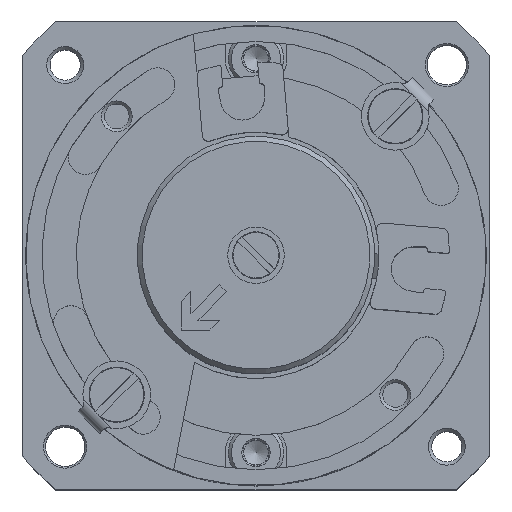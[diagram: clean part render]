
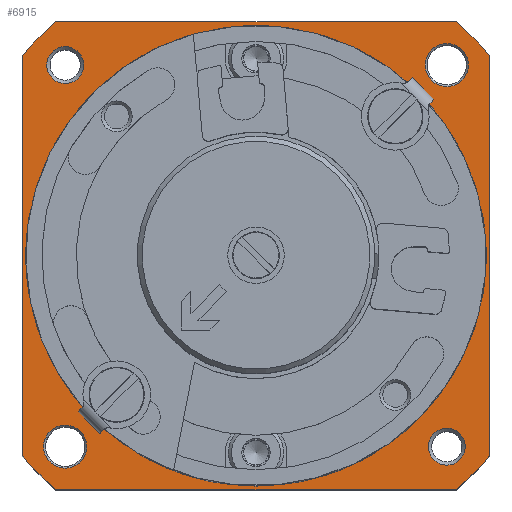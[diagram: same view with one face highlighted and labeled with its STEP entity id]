
A CAD part, top view. The second image highlights one B-rep face of the part: STEP entity #6915.
In plain terms, the highlighted face is planar.
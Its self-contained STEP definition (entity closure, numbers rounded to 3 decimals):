
#112=PLANE('',#7553);
#349=LINE('',#10981,#830);
#353=LINE('',#10997,#834);
#357=LINE('',#11013,#838);
#361=LINE('',#11029,#842);
#830=VECTOR('',#8555,1000.);
#834=VECTOR('',#8571,1000.);
#838=VECTOR('',#8587,1000.);
#842=VECTOR('',#8603,1000.);
#1403=CIRCLE('',#7484,18.7);
#1428=CIRCLE('',#7534,25.);
#1432=CIRCLE('',#7540,25.);
#1436=CIRCLE('',#7546,25.);
#1440=CIRCLE('',#7552,25.);
#1441=CIRCLE('',#7554,1.5);
#1442=CIRCLE('',#7555,1.75);
#1443=CIRCLE('',#7556,1.75);
#1444=CIRCLE('',#7557,1.5);
#1949=ORIENTED_EDGE('',*,*,#3807,.F.);
#1950=ORIENTED_EDGE('',*,*,#3895,.T.);
#1951=ORIENTED_EDGE('',*,*,#3896,.F.);
#1952=ORIENTED_EDGE('',*,*,#3897,.T.);
#1953=ORIENTED_EDGE('',*,*,#3898,.T.);
#1954=ORIENTED_EDGE('',*,*,#3867,.F.);
#1955=ORIENTED_EDGE('',*,*,#3894,.F.);
#1956=ORIENTED_EDGE('',*,*,#3891,.F.);
#1957=ORIENTED_EDGE('',*,*,#3886,.F.);
#1958=ORIENTED_EDGE('',*,*,#3883,.F.);
#1959=ORIENTED_EDGE('',*,*,#3878,.F.);
#1960=ORIENTED_EDGE('',*,*,#3875,.F.);
#1961=ORIENTED_EDGE('',*,*,#3870,.F.);
#3807=EDGE_CURVE('',#4762,#4762,#1403,.F.);
#3867=EDGE_CURVE('',#4810,#4811,#349,.T.);
#3870=EDGE_CURVE('',#4811,#4813,#1428,.T.);
#3875=EDGE_CURVE('',#4813,#4817,#353,.T.);
#3878=EDGE_CURVE('',#4817,#4819,#1432,.T.);
#3883=EDGE_CURVE('',#4819,#4823,#357,.T.);
#3886=EDGE_CURVE('',#4823,#4825,#1436,.T.);
#3891=EDGE_CURVE('',#4825,#4829,#361,.T.);
#3894=EDGE_CURVE('',#4829,#4810,#1440,.T.);
#3895=EDGE_CURVE('',#4830,#4830,#1441,.T.);
#3896=EDGE_CURVE('',#4831,#4831,#1442,.T.);
#3897=EDGE_CURVE('',#4832,#4832,#1443,.T.);
#3898=EDGE_CURVE('',#4833,#4833,#1444,.T.);
#4762=VERTEX_POINT('',#10845);
#4810=VERTEX_POINT('',#10980);
#4811=VERTEX_POINT('',#10982);
#4813=VERTEX_POINT('',#10988);
#4817=VERTEX_POINT('',#10998);
#4819=VERTEX_POINT('',#11004);
#4823=VERTEX_POINT('',#11014);
#4825=VERTEX_POINT('',#11020);
#4829=VERTEX_POINT('',#11030);
#4830=VERTEX_POINT('',#11037);
#4831=VERTEX_POINT('',#11039);
#4832=VERTEX_POINT('',#11041);
#4833=VERTEX_POINT('',#11043);
#5535=EDGE_LOOP('',(#1949));
#5536=EDGE_LOOP('',(#1950));
#5537=EDGE_LOOP('',(#1951));
#5538=EDGE_LOOP('',(#1952));
#5539=EDGE_LOOP('',(#1953));
#5540=EDGE_LOOP('',(#1954,#1955,#1956,#1957,#1958,#1959,#1960,#1961));
#6164=FACE_BOUND('',#5535,.T.);
#6165=FACE_BOUND('',#5536,.T.);
#6166=FACE_BOUND('',#5537,.T.);
#6167=FACE_BOUND('',#5538,.T.);
#6168=FACE_BOUND('',#5539,.T.);
#6169=FACE_BOUND('',#5540,.T.);
#6915=ADVANCED_FACE('',(#6164,#6165,#6166,#6167,#6168,#6169),#112,.F.);
#7484=AXIS2_PLACEMENT_3D('',#10844,#8441,#8442);
#7534=AXIS2_PLACEMENT_3D('',#10987,#8561,#8562);
#7540=AXIS2_PLACEMENT_3D('',#11003,#8577,#8578);
#7546=AXIS2_PLACEMENT_3D('',#11019,#8593,#8594);
#7552=AXIS2_PLACEMENT_3D('',#11034,#8609,#8610);
#7553=AXIS2_PLACEMENT_3D('',#11035,#8611,#8612);
#7554=AXIS2_PLACEMENT_3D('',#11036,#8613,#8614);
#7555=AXIS2_PLACEMENT_3D('',#11038,#8615,#8616);
#7556=AXIS2_PLACEMENT_3D('',#11040,#8617,#8618);
#7557=AXIS2_PLACEMENT_3D('',#11042,#8619,#8620);
#8441=DIRECTION('',(1.,0.,0.));
#8442=DIRECTION('',(0.,0.,-1.));
#8555=DIRECTION('',(0.,-1.,0.));
#8561=DIRECTION('',(1.,0.,0.));
#8562=DIRECTION('',(0.,0.,-1.));
#8571=DIRECTION('',(0.,0.,-1.));
#8577=DIRECTION('',(1.,0.,0.));
#8578=DIRECTION('',(0.,0.,-1.));
#8587=DIRECTION('',(0.,1.,0.));
#8593=DIRECTION('',(1.,0.,0.));
#8594=DIRECTION('',(0.,0.,-1.));
#8603=DIRECTION('',(0.,0.,1.));
#8609=DIRECTION('',(1.,0.,0.));
#8610=DIRECTION('',(0.,0.,-1.));
#8611=DIRECTION('',(1.,0.,0.));
#8612=DIRECTION('',(0.,0.,-1.));
#8613=DIRECTION('',(1.,0.,0.));
#8614=DIRECTION('',(0.,0.,-1.));
#8615=DIRECTION('',(-1.,0.,0.));
#8616=DIRECTION('',(0.,0.,1.));
#8617=DIRECTION('',(1.,0.,0.));
#8618=DIRECTION('',(0.,0.,-1.));
#8619=DIRECTION('',(1.,0.,0.));
#8620=DIRECTION('',(0.,0.,-1.));
#10844=CARTESIAN_POINT('',(-11.3,0.,0.));
#10845=CARTESIAN_POINT('',(-11.3,0.,-18.7));
#10980=CARTESIAN_POINT('',(-11.3,16.248,19.));
#10981=CARTESIAN_POINT('',(-11.3,16.248,19.));
#10982=CARTESIAN_POINT('',(-11.3,-16.248,19.));
#10987=CARTESIAN_POINT('',(-11.3,0.,0.));
#10988=CARTESIAN_POINT('',(-11.3,-19.,16.248));
#10997=CARTESIAN_POINT('',(-11.3,-19.,16.248));
#10998=CARTESIAN_POINT('',(-11.3,-19.,-16.248));
#11003=CARTESIAN_POINT('',(-11.3,0.,0.));
#11004=CARTESIAN_POINT('',(-11.3,-16.248,-19.));
#11013=CARTESIAN_POINT('',(-11.3,-16.248,-19.));
#11014=CARTESIAN_POINT('',(-11.3,16.248,-19.));
#11019=CARTESIAN_POINT('',(-11.3,0.,0.));
#11020=CARTESIAN_POINT('',(-11.3,19.,-16.248));
#11029=CARTESIAN_POINT('',(-11.3,19.,-16.248));
#11030=CARTESIAN_POINT('',(-11.3,19.,16.248));
#11034=CARTESIAN_POINT('',(-11.3,0.,0.));
#11035=CARTESIAN_POINT('',(-11.3,0.,0.));
#11036=CARTESIAN_POINT('',(-11.3,15.5,-15.5));
#11037=CARTESIAN_POINT('',(-11.3,15.5,-17.));
#11038=CARTESIAN_POINT('',(-11.3,-15.5,-15.5));
#11039=CARTESIAN_POINT('',(-11.3,-15.5,-13.75));
#11040=CARTESIAN_POINT('',(-11.3,15.5,15.5));
#11041=CARTESIAN_POINT('',(-11.3,15.5,13.75));
#11042=CARTESIAN_POINT('',(-11.3,-15.5,15.5));
#11043=CARTESIAN_POINT('',(-11.3,-15.5,14.));
